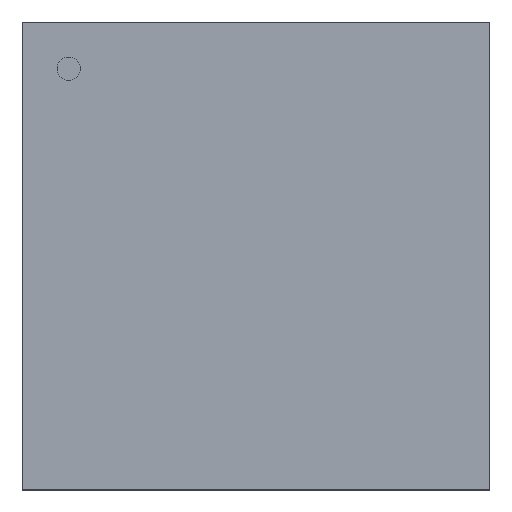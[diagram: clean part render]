
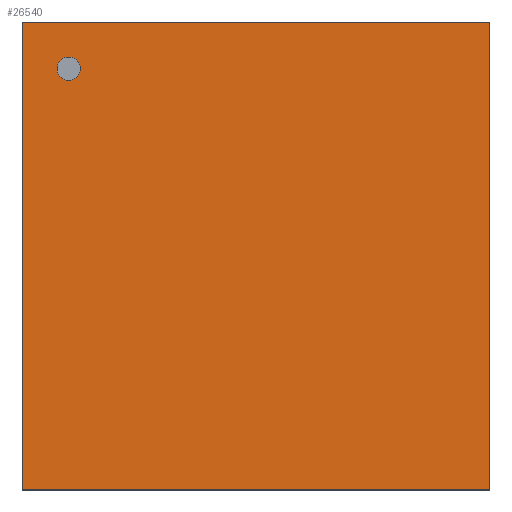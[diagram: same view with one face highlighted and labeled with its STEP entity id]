
A CAD part, top view. The second image highlights one B-rep face of the part: STEP entity #26540.
In plain terms, the highlighted planar face has unit normal (0, 0, 1).
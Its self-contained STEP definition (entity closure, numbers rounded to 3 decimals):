
#26316=CARTESIAN_POINT('',(3.556,-3.556,0.533));
#26315=VERTEX_POINT('',#26316);
#26326=CARTESIAN_POINT('',(-3.556,-3.556,0.533));
#26325=VERTEX_POINT('',#26326);
#26324=EDGE_CURVE('',#26325,#26315,#26329,.T.);
#26329=LINE('',#26326,#26331);
#26331=VECTOR('',#26332,7.112);
#26332=DIRECTION('',(1.0,0.0,0.0));
#26365=CARTESIAN_POINT('',(3.556,3.556,0.533));
#26364=VERTEX_POINT('',#26365);
#26373=EDGE_CURVE('',#26315,#26364,#26378,.T.);
#26378=LINE('',#26316,#26380);
#26380=VECTOR('',#26381,7.112);
#26381=DIRECTION('',(0.0,1.0,0.0));
#26414=CARTESIAN_POINT('',(-3.556,3.556,0.533));
#26413=VERTEX_POINT('',#26414);
#26422=EDGE_CURVE('',#26364,#26413,#26427,.T.);
#26427=LINE('',#26365,#26429);
#26429=VECTOR('',#26430,7.112);
#26430=DIRECTION('',(-1.0,0.0,0.0));
#26471=EDGE_CURVE('',#26413,#26325,#26476,.T.);
#26476=LINE('',#26414,#26478);
#26478=VECTOR('',#26479,7.112);
#26479=DIRECTION('',(0.0,-1.0,0.0));
#26540=ADVANCED_FACE('',(#26546),#26541,.T.);
#26541=PLANE('',#26542);
#26542=AXIS2_PLACEMENT_3D('',#26543,#26544,#26545);
#26543=CARTESIAN_POINT('',(-3.556,-3.556,0.533));
#26544=DIRECTION('',(0.0,0.0,1.0));
#26545=DIRECTION('',(0.,1.,0.));
#26546=FACE_OUTER_BOUND('',#26547,.T.);
#26547=EDGE_LOOP('',(#26548,#26558,#26568,#26578));
#26548=ORIENTED_EDGE('',*,*,#26324,.T.);
#26558=ORIENTED_EDGE('',*,*,#26373,.T.);
#26568=ORIENTED_EDGE('',*,*,#26422,.T.);
#26578=ORIENTED_EDGE('',*,*,#26471,.T.);
